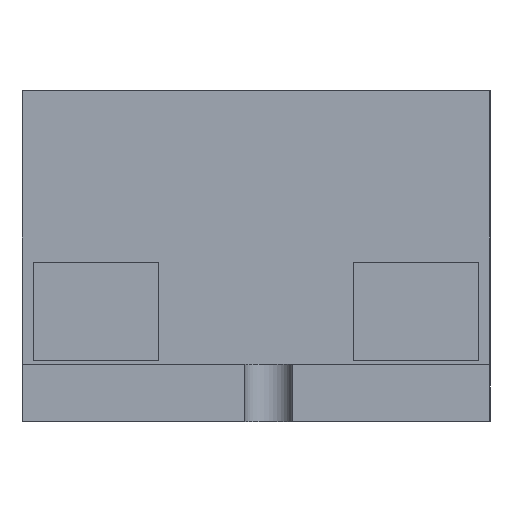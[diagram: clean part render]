
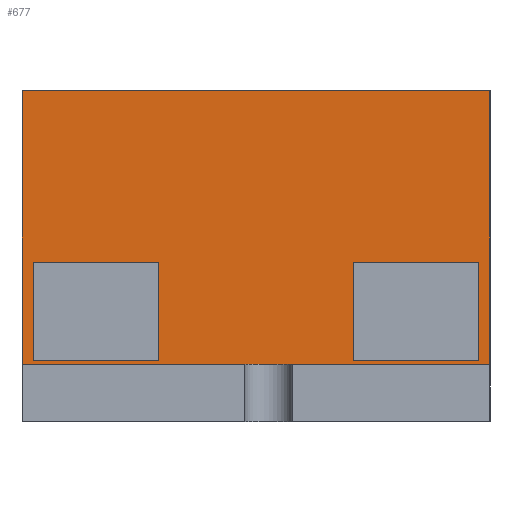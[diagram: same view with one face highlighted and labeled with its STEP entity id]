
A CAD part, left-side view. The second image highlights one B-rep face of the part: STEP entity #677.
In plain terms, the highlighted planar face has unit normal (-1, 0, 0).
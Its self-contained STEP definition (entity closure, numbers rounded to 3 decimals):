
#74=ORIENTED_EDGE('',*,*,#260,.F.);
#75=ORIENTED_EDGE('',*,*,#261,.T.);
#76=ORIENTED_EDGE('',*,*,#262,.T.);
#77=ORIENTED_EDGE('',*,*,#263,.F.);
#78=ORIENTED_EDGE('',*,*,#264,.F.);
#79=ORIENTED_EDGE('',*,*,#265,.T.);
#80=ORIENTED_EDGE('',*,*,#266,.T.);
#81=ORIENTED_EDGE('',*,*,#267,.F.);
#82=ORIENTED_EDGE('',*,*,#268,.T.);
#83=ORIENTED_EDGE('',*,*,#269,.F.);
#84=ORIENTED_EDGE('',*,*,#270,.F.);
#85=ORIENTED_EDGE('',*,*,#271,.T.);
#260=EDGE_CURVE('',#350,#351,#417,.T.);
#261=EDGE_CURVE('',#350,#352,#418,.T.);
#262=EDGE_CURVE('',#352,#353,#419,.T.);
#263=EDGE_CURVE('',#351,#353,#420,.T.);
#264=EDGE_CURVE('',#354,#355,#421,.T.);
#265=EDGE_CURVE('',#354,#356,#422,.T.);
#266=EDGE_CURVE('',#356,#357,#423,.T.);
#267=EDGE_CURVE('',#355,#357,#424,.T.);
#268=EDGE_CURVE('',#358,#359,#425,.T.);
#269=EDGE_CURVE('',#360,#359,#426,.T.);
#270=EDGE_CURVE('',#361,#360,#427,.T.);
#271=EDGE_CURVE('',#361,#358,#428,.T.);
#350=VERTEX_POINT('',#1021);
#351=VERTEX_POINT('',#1022);
#352=VERTEX_POINT('',#1024);
#353=VERTEX_POINT('',#1026);
#354=VERTEX_POINT('',#1029);
#355=VERTEX_POINT('',#1030);
#356=VERTEX_POINT('',#1032);
#357=VERTEX_POINT('',#1034);
#358=VERTEX_POINT('',#1037);
#359=VERTEX_POINT('',#1038);
#360=VERTEX_POINT('',#1040);
#361=VERTEX_POINT('',#1042);
#417=LINE('',#1020,#509);
#418=LINE('',#1023,#510);
#419=LINE('',#1025,#511);
#420=LINE('',#1027,#512);
#421=LINE('',#1028,#513);
#422=LINE('',#1031,#514);
#423=LINE('',#1033,#515);
#424=LINE('',#1035,#516);
#425=LINE('',#1036,#517);
#426=LINE('',#1039,#518);
#427=LINE('',#1041,#519);
#428=LINE('',#1043,#520);
#509=VECTOR('',#820,1000.);
#510=VECTOR('',#821,1000.);
#511=VECTOR('',#822,1000.);
#512=VECTOR('',#823,1000.);
#513=VECTOR('',#824,1000.);
#514=VECTOR('',#825,1000.);
#515=VECTOR('',#826,1000.);
#516=VECTOR('',#827,1000.);
#517=VECTOR('',#828,1000.);
#518=VECTOR('',#829,1000.);
#519=VECTOR('',#830,1000.);
#520=VECTOR('',#831,1000.);
#567=EDGE_LOOP('',(#74,#75,#76,#77));
#568=EDGE_LOOP('',(#78,#79,#80,#81));
#569=EDGE_LOOP('',(#82,#83,#84,#85));
#605=FACE_BOUND('',#567,.T.);
#606=FACE_BOUND('',#568,.T.);
#607=FACE_BOUND('',#569,.T.);
#643=PLANE('',#729);
#677=ADVANCED_FACE('',(#605,#606,#607),#643,.F.);
#729=AXIS2_PLACEMENT_3D('',#1019,#818,#819);
#818=DIRECTION('',(1.,0.,0.));
#819=DIRECTION('',(0.,0.,-1.));
#820=DIRECTION('',(0.,0.,-1.));
#821=DIRECTION('',(0.,-1.,0.));
#822=DIRECTION('',(0.,0.,-1.));
#823=DIRECTION('',(0.,-1.,0.));
#824=DIRECTION('',(0.,0.,-1.));
#825=DIRECTION('',(0.,-1.,0.));
#826=DIRECTION('',(0.,0.,-1.));
#827=DIRECTION('',(0.,-1.,0.));
#828=DIRECTION('',(0.,0.,1.));
#829=DIRECTION('',(0.,-1.,0.));
#830=DIRECTION('',(0.,0.,1.));
#831=DIRECTION('',(0.,-1.,0.));
#1019=CARTESIAN_POINT('',(-35.5,41.,5.));
#1020=CARTESIAN_POINT('',(-35.5,40.,13.935));
#1021=CARTESIAN_POINT('',(-35.5,40.,13.935));
#1022=CARTESIAN_POINT('',(-35.5,40.,5.335));
#1023=CARTESIAN_POINT('',(-35.5,40.,13.935));
#1024=CARTESIAN_POINT('',(-35.5,29.,13.935));
#1025=CARTESIAN_POINT('',(-35.5,29.,13.935));
#1026=CARTESIAN_POINT('',(-35.5,29.,5.335));
#1027=CARTESIAN_POINT('',(-35.5,40.,5.335));
#1028=CARTESIAN_POINT('',(-35.5,12.,13.935));
#1029=CARTESIAN_POINT('',(-35.5,12.,13.935));
#1030=CARTESIAN_POINT('',(-35.5,12.,5.335));
#1031=CARTESIAN_POINT('',(-35.5,12.,13.935));
#1032=CARTESIAN_POINT('',(-35.5,1.,13.935));
#1033=CARTESIAN_POINT('',(-35.5,1.,13.935));
#1034=CARTESIAN_POINT('',(-35.5,1.,5.335));
#1035=CARTESIAN_POINT('',(-35.5,12.,5.335));
#1036=CARTESIAN_POINT('',(-35.5,0.,5.));
#1037=CARTESIAN_POINT('',(-35.5,0.,5.));
#1038=CARTESIAN_POINT('',(-35.5,0.,29.));
#1039=CARTESIAN_POINT('',(-35.5,41.,29.));
#1040=CARTESIAN_POINT('',(-35.5,41.,29.));
#1041=CARTESIAN_POINT('',(-35.5,41.,5.));
#1042=CARTESIAN_POINT('',(-35.5,41.,5.));
#1043=CARTESIAN_POINT('',(-35.5,41.,5.));
